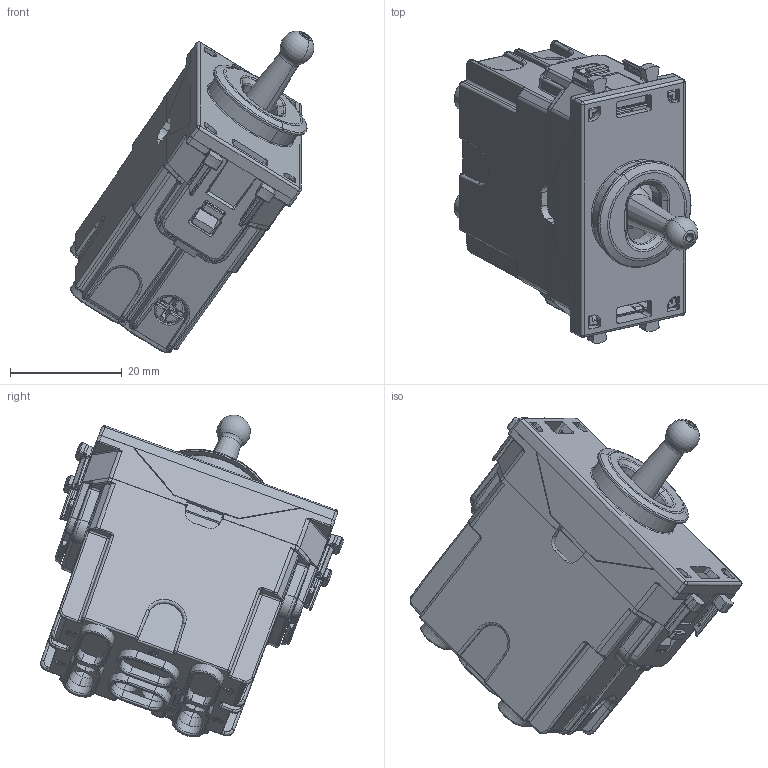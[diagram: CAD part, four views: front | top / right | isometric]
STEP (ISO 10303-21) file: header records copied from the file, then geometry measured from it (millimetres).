
FILE_DESCRIPTION(('CATIA V5 STEP Exchange'),'2;1');
FILE_NAME('444053OT.stp','2024-03-28T07:43:24+00:00',('none'),('none'),'CATIA Version 5-6 Release 2016 SP6','CATIA V5 STEP AP203','none');
FILE_SCHEMA(('CONFIG_CONTROL_DESIGN'));
Products named in the file (3): STEP; AS2225; AS2224
Assembly tree (15 placements, depth 3):
  STEP
    #57
    #42854
    #100613
    #120511
    #128036
    #128678
    AS2225
      #130385
      #133035
      #134028
    AS2224  x2
      #135962
      #133035
      #134028
Bounding box: 43.51 x 54.13 x 57.49 mm (x, y, z)
Volume: 18198.4 mm3; surface area: 29415.8 mm2
Topology: 17 solids, 17 shells, 3797 faces, 10037 edges, 6118 vertices
Faces by surface type: plane 1593, cylinder 1235, bspline 472, cone 211, torus 142, sphere 124, extrusion 18, revolution 2
Entity records: 137306 total; most frequent: CARTESIAN_POINT 61273, ORIENTED_EDGE 18554, DIRECTION 10803, EDGE_CURVE 9277, VERTEX_POINT 5733, VECTOR 4532, LINE 4514, AXIS2_PLACEMENT_3D 3830
